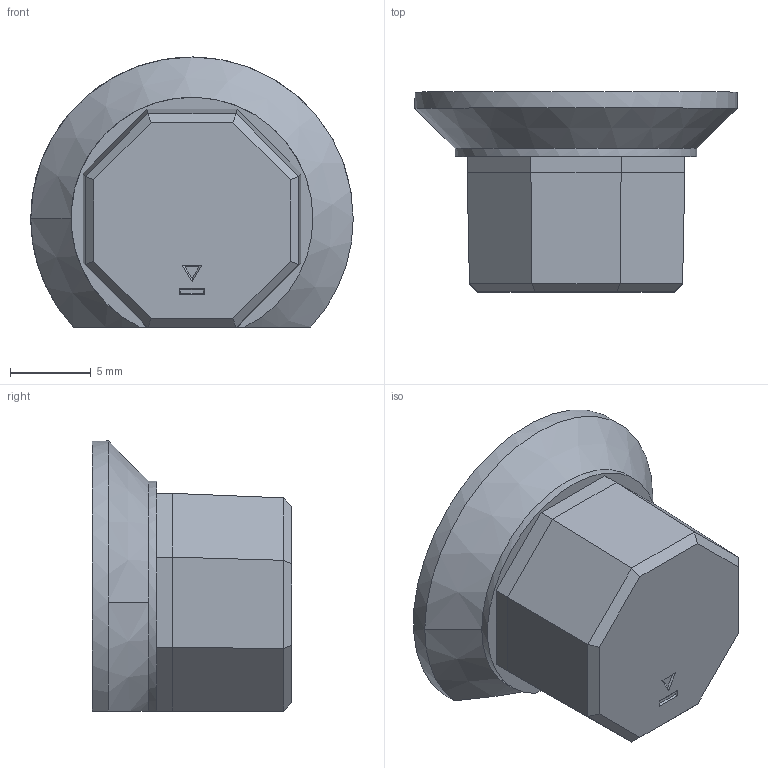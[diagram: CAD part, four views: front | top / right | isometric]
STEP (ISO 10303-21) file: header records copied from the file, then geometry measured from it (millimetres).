
FILE_DESCRIPTION(('HOOPS Exchange Step'),'2;1');
FILE_NAME('temp_export','2024-11-15T21:06:19+01:00',('ddanier'),('Shapr3D Limited'),'HOOPS Exchange 2024.6','Shapr3D','Authorized');
FILE_SCHEMA( ('AP242_MANAGED_MODEL_BASED_3D_ENGINEERING_MIM_LF {1 0 10303 442 1 1 4 }') );
Length unit declared in the file: millimetre
Products named in the file (1): Push-Fit, Horizontal
Bounding box: 20 x 12.4 x 16.75 mm (x, y, z)
Volume: 2169.5 mm3; surface area: 1072.8 mm2
Topology: 1 solids, 1 shells, 43 faces, 106 edges, 68 vertices
Faces by surface type: plane 36, cylinder 4, cone 3
Entity records: 1295 total; most frequent: CARTESIAN_POINT 234, ORIENTED_EDGE 212, DIRECTION 206, EDGE_CURVE 106, VECTOR 92, LINE 92, VERTEX_POINT 68, AXIS2_PLACEMENT_3D 57
